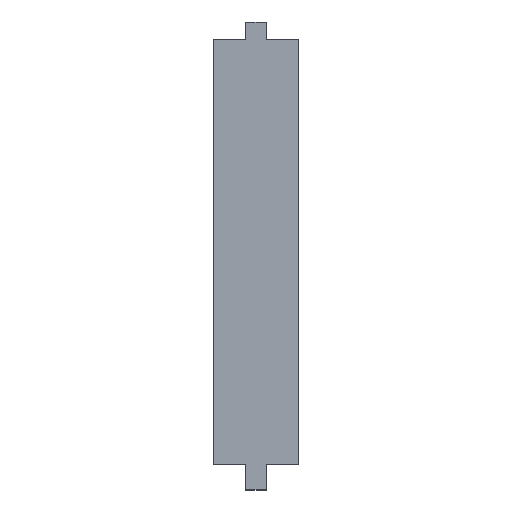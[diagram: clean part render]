
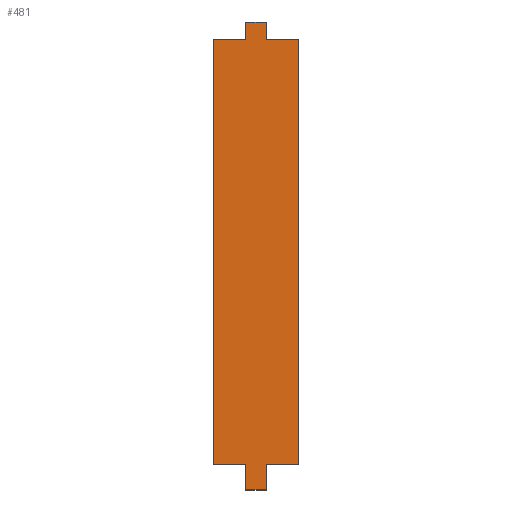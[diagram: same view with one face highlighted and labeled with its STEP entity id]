
A CAD part, top view. The second image highlights one B-rep face of the part: STEP entity #481.
In plain terms, the highlighted planar face has unit normal (0, 0, 1).
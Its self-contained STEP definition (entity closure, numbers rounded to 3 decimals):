
#22 = VERTEX_POINT('',#23);
#23 = CARTESIAN_POINT('',(-10.,0.,8.701));
#31 = EDGE_CURVE('',#22,#32,#34,.T.);
#32 = VERTEX_POINT('',#33);
#33 = CARTESIAN_POINT('',(-2.441,0.,8.701));
#34 = LINE('',#35,#36);
#35 = CARTESIAN_POINT('',(-10.,0.,8.701));
#36 = VECTOR('',#37,1.);
#37 = DIRECTION('',(1.,0.,0.));
#56 = VERTEX_POINT('',#57);
#57 = CARTESIAN_POINT('',(2.441,0.,8.701));
#63 = EDGE_CURVE('',#56,#64,#66,.T.);
#64 = VERTEX_POINT('',#65);
#65 = CARTESIAN_POINT('',(10.,0.,8.701));
#66 = LINE('',#67,#68);
#67 = CARTESIAN_POINT('',(-10.,0.,8.701));
#68 = VECTOR('',#69,1.);
#69 = DIRECTION('',(1.,0.,0.));
#112 = EDGE_CURVE('',#22,#113,#115,.T.);
#113 = VERTEX_POINT('',#114);
#114 = CARTESIAN_POINT('',(-10.,-100.,8.701));
#115 = LINE('',#116,#117);
#116 = CARTESIAN_POINT('',(-10.,0.,8.701));
#117 = VECTOR('',#118,1.);
#118 = DIRECTION('',(0.,-1.,0.));
#144 = EDGE_CURVE('',#113,#145,#147,.T.);
#145 = VERTEX_POINT('',#146);
#146 = CARTESIAN_POINT('',(-2.441,-100.,8.701));
#147 = LINE('',#148,#149);
#148 = CARTESIAN_POINT('',(-10.,-100.,8.701));
#149 = VECTOR('',#150,1.);
#150 = DIRECTION('',(1.,0.,0.));
#169 = VERTEX_POINT('',#170);
#170 = CARTESIAN_POINT('',(2.441,-100.,8.701));
#176 = EDGE_CURVE('',#169,#177,#179,.T.);
#177 = VERTEX_POINT('',#178);
#178 = CARTESIAN_POINT('',(10.,-100.,8.701));
#179 = LINE('',#180,#181);
#180 = CARTESIAN_POINT('',(-10.,-100.,8.701));
#181 = VECTOR('',#182,1.);
#182 = DIRECTION('',(1.,0.,0.));
#276 = EDGE_CURVE('',#64,#177,#277,.T.);
#277 = LINE('',#278,#279);
#278 = CARTESIAN_POINT('',(10.,0.,8.701));
#279 = VECTOR('',#280,1.);
#280 = DIRECTION('',(0.,-1.,0.));
#296 = VERTEX_POINT('',#297);
#297 = CARTESIAN_POINT('',(2.441,4.,8.701));
#310 = EDGE_CURVE('',#296,#56,#311,.T.);
#311 = LINE('',#312,#313);
#312 = CARTESIAN_POINT('',(2.441,4.,8.701));
#313 = VECTOR('',#314,1.);
#314 = DIRECTION('',(0.,-1.,0.));
#349 = VERTEX_POINT('',#350);
#350 = CARTESIAN_POINT('',(-2.441,4.,8.701));
#356 = EDGE_CURVE('',#349,#32,#357,.T.);
#357 = LINE('',#358,#359);
#358 = CARTESIAN_POINT('',(-2.441,4.,8.701));
#359 = VECTOR('',#360,1.);
#360 = DIRECTION('',(0.,-1.,0.));
#382 = VERTEX_POINT('',#383);
#383 = CARTESIAN_POINT('',(2.441,-106.,8.701));
#389 = EDGE_CURVE('',#169,#382,#390,.T.);
#390 = LINE('',#391,#392);
#391 = CARTESIAN_POINT('',(2.441,4.,8.701));
#392 = VECTOR('',#393,1.);
#393 = DIRECTION('',(0.,-1.,0.));
#428 = EDGE_CURVE('',#145,#429,#431,.T.);
#429 = VERTEX_POINT('',#430);
#430 = CARTESIAN_POINT('',(-2.441,-106.,8.701));
#431 = LINE('',#432,#433);
#432 = CARTESIAN_POINT('',(-2.441,4.,8.701));
#433 = VECTOR('',#434,1.);
#434 = DIRECTION('',(0.,-1.,0.));
#454 = EDGE_CURVE('',#296,#349,#455,.T.);
#455 = LINE('',#456,#457);
#456 = CARTESIAN_POINT('',(2.441,4.,8.701));
#457 = VECTOR('',#458,1.);
#458 = DIRECTION('',(-1.,0.,0.));
#471 = EDGE_CURVE('',#382,#429,#472,.T.);
#472 = LINE('',#473,#474);
#473 = CARTESIAN_POINT('',(2.441,-106.,8.701));
#474 = VECTOR('',#475,1.);
#475 = DIRECTION('',(-1.,0.,0.));
#481 = ADVANCED_FACE('',(#482),#496,.T.);
#482 = FACE_BOUND('',#483,.T.);
#483 = EDGE_LOOP('',(#484,#485,#486,#487,#488,#489,#490,#491,#492,#493,
    #494,#495));
#484 = ORIENTED_EDGE('',*,*,#31,.F.);
#485 = ORIENTED_EDGE('',*,*,#112,.T.);
#486 = ORIENTED_EDGE('',*,*,#144,.T.);
#487 = ORIENTED_EDGE('',*,*,#428,.T.);
#488 = ORIENTED_EDGE('',*,*,#471,.F.);
#489 = ORIENTED_EDGE('',*,*,#389,.F.);
#490 = ORIENTED_EDGE('',*,*,#176,.T.);
#491 = ORIENTED_EDGE('',*,*,#276,.F.);
#492 = ORIENTED_EDGE('',*,*,#63,.F.);
#493 = ORIENTED_EDGE('',*,*,#310,.F.);
#494 = ORIENTED_EDGE('',*,*,#454,.T.);
#495 = ORIENTED_EDGE('',*,*,#356,.T.);
#496 = PLANE('',#497);
#497 = AXIS2_PLACEMENT_3D('',#498,#499,#500);
#498 = CARTESIAN_POINT('',(0.,-50.884,
    8.701));
#499 = DIRECTION('',(0.,0.,1.));
#500 = DIRECTION('',(0.,-1.,0.));
